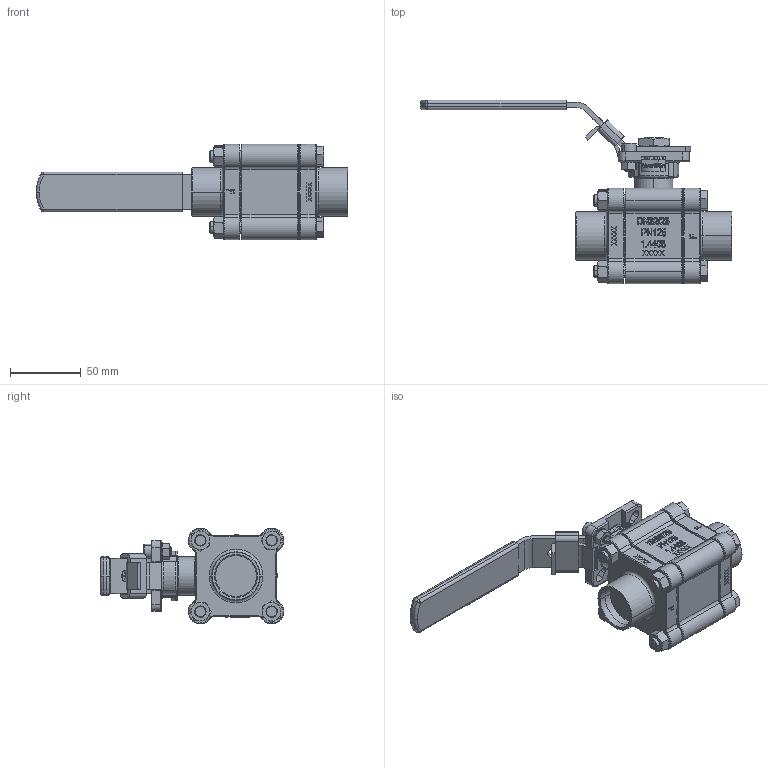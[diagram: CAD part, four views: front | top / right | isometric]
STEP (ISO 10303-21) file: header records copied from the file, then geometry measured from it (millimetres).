
FILE_DESCRIPTION (( 'STEP AP214' ), '1' );
FILE_NAME ('A27D DN25 FB.STEP', '2025-03-04T08:47:02', ( '' ), ( '' ), 'SwSTEP 2.0', 'SolidWorks 2023', '' );
FILE_SCHEMA (( 'AUTOMOTIVE_DESIGN' ));
Length unit declared in the file: millimetre
Products named in the file (1): A27D DN25 FB
Bounding box: 219.45 x 129.21 x 67.2 mm (x, y, z)
Volume: 327298.4 mm3; surface area: 98824.4 mm2
Topology: 14 solids, 14 shells, 1363 faces, 3761 edges, 2489 vertices
Faces by surface type: plane 488, cylinder 367, cone 177, torus 169, bspline 158, sphere 4
Entity records: 54883 total; most frequent: CARTESIAN_POINT 21216, ORIENTED_EDGE 7414, DIRECTION 6426, EDGE_CURVE 3707, VERTEX_POINT 2489, AXIS2_PLACEMENT_3D 2372, LINE 1682, VECTOR 1682
